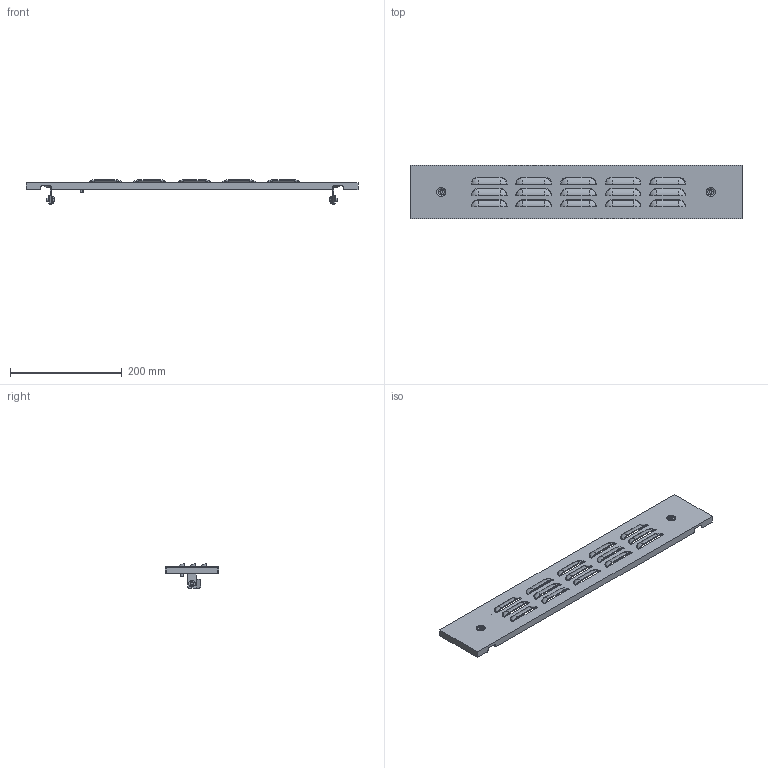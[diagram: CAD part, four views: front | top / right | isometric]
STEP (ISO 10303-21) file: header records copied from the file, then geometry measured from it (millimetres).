
FILE_DESCRIPTION (( 'STEP AP203' ), '1' );
FILE_NAME ('FO-00-PWSV-010-060 FORMAT Ôàëüø-ïàíåëü âíåøíÿÿ ãëóõàÿ 100õ600 IEK.STEP', '2025-01-20T14:08:29', ( '' ), ( '' ), 'SwSTEP 2.0', 'SolidWorks 2022', '' );
FILE_SCHEMA (( 'CONFIG_CONTROL_DESIGN' ));
Length unit declared in the file: millimetre
Products named in the file (1): FO-00-PWSV-010-060 FORMAT Фальш-панель внешняя глухая 100х600 IEK
Bounding box: 595 x 96 x 43.5 mm (x, y, z)
Volume: 217843.8 mm3; surface area: 166671.8 mm2
Topology: 1 solids, 6 shells, 690 faces, 1730 edges, 1065 vertices
Faces by surface type: plane 289, cylinder 227, torus 80, sphere 60, cone 34
Entity records: 20889 total; most frequent: DIRECTION 3928, CARTESIAN_POINT 3608, ORIENTED_EDGE 3456, EDGE_CURVE 1728, AXIS2_PLACEMENT_3D 1525, VERTEX_POINT 1065, LINE 878, VECTOR 878
